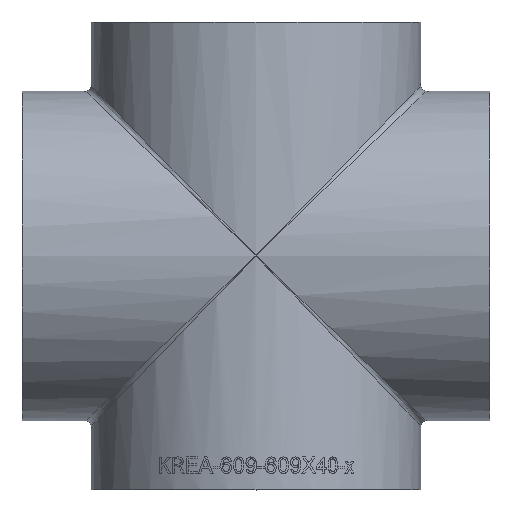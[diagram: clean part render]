
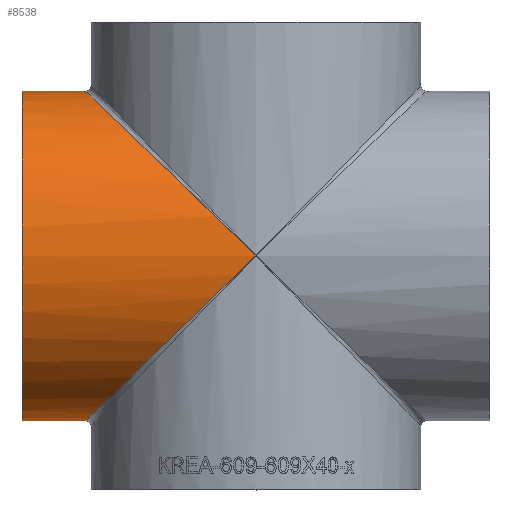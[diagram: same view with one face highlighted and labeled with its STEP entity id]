
A CAD part, top view. The second image highlights one B-rep face of the part: STEP entity #8538.
In plain terms, the highlighted cylindrical face has radius 304.8 mm (diameter 609.6 mm), a full revolution.
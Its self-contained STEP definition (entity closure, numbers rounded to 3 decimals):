
#6410 = CARTESIAN_POINT ( 'NONE',  ( -629.6, 609.6, -304.8 ) ) ;
#8538 = ADVANCED_FACE ( 'NONE', ( #19915, #39531 ), #36501, .T. ) ;
#9888 = CARTESIAN_POINT ( 'NONE',  ( -432., 0., 304.8 ) ) ;
#10568 = CARTESIAN_POINT ( 'NONE',  ( -629.6, -609.6, 304.8 ) ) ;
#12301 = DIRECTION ( 'NONE',  ( 0., 0., 1. ) ) ;
#15443 = EDGE_CURVE ( 'NONE', #26997, #26997, #27183, .T. ) ;
#18852 = AXIS2_PLACEMENT_3D ( 'NONE', #23189, #23442, #40043 ) ;
#19782 = CARTESIAN_POINT ( 'NONE',  ( 0., 0., -304.8 ) ) ;
#19915 = FACE_OUTER_BOUND ( 'NONE', #32692, .T. ) ;
#20747 = DIRECTION ( 'NONE',  ( -1., 0., 0. ) ) ;
#23026 = VERTEX_POINT ( 'NONE', #25578 ) ;
#23189 = CARTESIAN_POINT ( 'NONE',  ( 432., 0., 0. ) ) ;
#23442 = DIRECTION ( 'NONE',  ( -1., 0., 0. ) ) ;
#25160 =( BOUNDED_CURVE ( )  B_SPLINE_CURVE ( 3, ( #39580, #31146, #6410, #34698 ),
 .UNSPECIFIED., .F., .F. ) 
 B_SPLINE_CURVE_WITH_KNOTS ( ( 4, 4 ),
 ( 4.712, 7.854 ),
 .UNSPECIFIED. ) 
 CURVE ( )  GEOMETRIC_REPRESENTATION_ITEM ( )  RATIONAL_B_SPLINE_CURVE ( ( 1., 0.333, 0.333, 1. ) ) 
 REPRESENTATION_ITEM ( '' )  );
#25578 = CARTESIAN_POINT ( 'NONE',  ( 0., 0., 304.8 ) ) ;
#26742 = CARTESIAN_POINT ( 'NONE',  ( 0., 0., -304.8 ) ) ;
#26997 = VERTEX_POINT ( 'NONE', #9888 ) ;
#27183 = CIRCLE ( 'NONE', #34129, 304.8 ) ;
#28759 = ORIENTED_EDGE ( 'NONE', *, *, #28780, .T. ) ;
#28780 = EDGE_CURVE ( 'NONE', #53256, #23026, #43605, .T. ) ;
#31146 = CARTESIAN_POINT ( 'NONE',  ( -629.6, 609.6, 304.8 ) ) ;
#31481 = CARTESIAN_POINT ( 'NONE',  ( -629.6, -609.6, -304.8 ) ) ;
#32692 = EDGE_LOOP ( 'NONE', ( #50140 ) ) ;
#33985 = EDGE_LOOP ( 'NONE', ( #28759, #44859 ) ) ;
#34129 = AXIS2_PLACEMENT_3D ( 'NONE', #37053, #20747, #12301 ) ;
#34698 = CARTESIAN_POINT ( 'NONE',  ( 0., 0., -304.8 ) ) ;
#35485 = EDGE_CURVE ( 'NONE', #23026, #53256, #25160, .T. ) ;
#36370 = CARTESIAN_POINT ( 'NONE',  ( 0., 0., 304.8 ) ) ;
#36501 = CYLINDRICAL_SURFACE ( 'NONE', #18852, 304.8 ) ;
#37053 = CARTESIAN_POINT ( 'NONE',  ( -432., 0., 0. ) ) ;
#39531 = FACE_OUTER_BOUND ( 'NONE', #33985, .T. ) ;
#39580 = CARTESIAN_POINT ( 'NONE',  ( 0., 0., 304.8 ) ) ;
#40043 = DIRECTION ( 'NONE',  ( 0., 0., 1. ) ) ;
#43605 =( BOUNDED_CURVE ( )  B_SPLINE_CURVE ( 3, ( #19782, #31481, #10568, #36370 ),
 .UNSPECIFIED., .F., .F. ) 
 B_SPLINE_CURVE_WITH_KNOTS ( ( 4, 4 ),
 ( 4.712, 7.854 ),
 .UNSPECIFIED. ) 
 CURVE ( )  GEOMETRIC_REPRESENTATION_ITEM ( )  RATIONAL_B_SPLINE_CURVE ( ( 1., 0.333, 0.333, 1. ) ) 
 REPRESENTATION_ITEM ( '' )  );
#44859 = ORIENTED_EDGE ( 'NONE', *, *, #35485, .T. ) ;
#50140 = ORIENTED_EDGE ( 'NONE', *, *, #15443, .F. ) ;
#53256 = VERTEX_POINT ( 'NONE', #26742 ) ;
